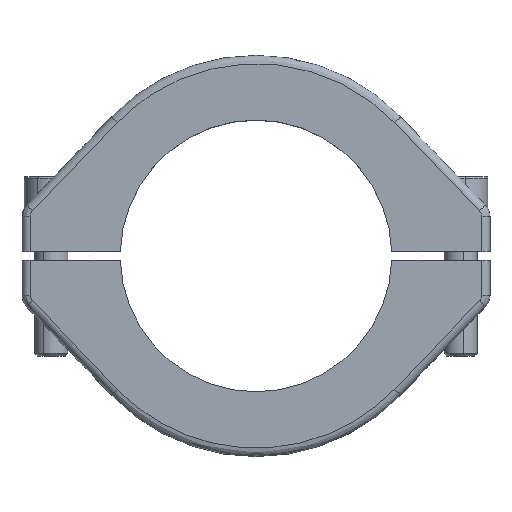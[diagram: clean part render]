
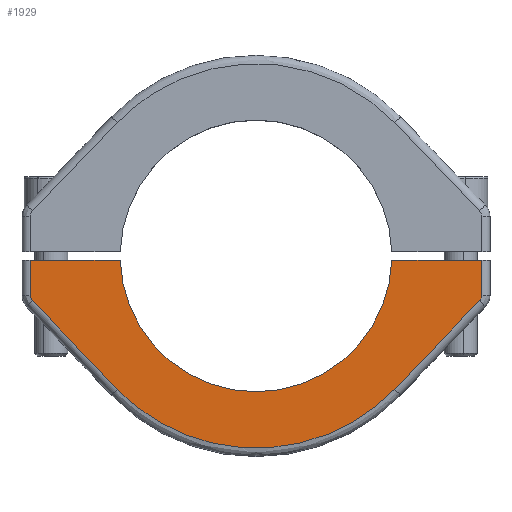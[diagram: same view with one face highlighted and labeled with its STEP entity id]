
A CAD part, top view. The second image highlights one B-rep face of the part: STEP entity #1929.
In plain terms, the highlighted face is planar.
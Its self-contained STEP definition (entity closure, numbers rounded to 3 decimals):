
#2 = CARTESIAN_POINT ( 'NONE',  ( -33.168, 31.873, -10.5 ) ) ;
#12 = ORIENTED_EDGE ( 'NONE', *, *, #2067, .F. ) ;
#20 = LINE ( 'NONE', #2, #267 ) ;
#60 = VERTEX_POINT ( 'NONE', #1638 ) ;
#69 = AXIS2_PLACEMENT_3D ( 'NONE', #2041, #2864, #1004 ) ;
#91 = CARTESIAN_POINT ( 'NONE',  ( -33.168, 31.873, -10.5 ) ) ;
#203 = CARTESIAN_POINT ( 'NONE',  ( -53.442, 10.775, -10.5 ) ) ;
#267 = VECTOR ( 'NONE', #2089, 1000. ) ;
#324 = VERTEX_POINT ( 'NONE', #1937 ) ;
#390 = CARTESIAN_POINT ( 'NONE',  ( 33.168, 31.873, -10.5 ) ) ;
#413 = DIRECTION ( 'NONE',  ( 1., 0., 0. ) ) ;
#451 = CARTESIAN_POINT ( 'NONE',  ( 54., 9.39, -10.5 ) ) ;
#459 = CARTESIAN_POINT ( 'NONE',  ( 53.442, 10.775, -10.5 ) ) ;
#541 = CARTESIAN_POINT ( 'NONE',  ( -54., 1., -10.5 ) ) ;
#612 = EDGE_CURVE ( 'NONE', #615, #324, #664, .T. ) ;
#615 = VERTEX_POINT ( 'NONE', #1203 ) ;
#624 = CARTESIAN_POINT ( 'NONE',  ( 53.442, 10.775, -10.5 ) ) ;
#664 = LINE ( 'NONE', #2788, #1180 ) ;
#666 = DIRECTION ( 'NONE',  ( -0.693, 0.721, 0. ) ) ;
#689 = LINE ( 'NONE', #2760, #2916 ) ;
#697 = DIRECTION ( 'NONE',  ( 0., -1., 0. ) ) ;
#761 = VERTEX_POINT ( 'NONE', #1324 ) ;
#768 = VERTEX_POINT ( 'NONE', #2703 ) ;
#786 = CARTESIAN_POINT ( 'NONE',  ( -53.805, 10.398, -10.5 ) ) ;
#843 = EDGE_CURVE ( 'NONE', #324, #3249, #2532, .T. ) ;
#879 = CARTESIAN_POINT ( 'NONE',  ( 54., 9.39, -10.5 ) ) ;
#953 = EDGE_CURVE ( 'NONE', #60, #761, #2023, .T. ) ;
#955 = ORIENTED_EDGE ( 'NONE', *, *, #1475, .F. ) ;
#1004 = DIRECTION ( 'NONE',  ( 1., 0., 0. ) ) ;
#1072 = CARTESIAN_POINT ( 'NONE',  ( 54., 9.39, -10.5 ) ) ;
#1129 = DIRECTION ( 'NONE',  ( 1., 0., 0. ) ) ;
#1180 = VECTOR ( 'NONE', #413, 1000. ) ;
#1183 =( BOUNDED_CURVE ( )  B_SPLINE_CURVE ( 3, ( #1399, #1983, #1187, #91 ),
 .UNSPECIFIED., .F., .T. ) 
 B_SPLINE_CURVE_WITH_KNOTS ( ( 4, 4 ),
 ( 0., 1. ),
 .UNSPECIFIED. ) 
 CURVE ( )  GEOMETRIC_REPRESENTATION_ITEM ( )  RATIONAL_B_SPLINE_CURVE ( ( 1., 0.795, 0.795, 1. ) ) 
 REPRESENTATION_ITEM ( '' )  );
#1187 = CARTESIAN_POINT ( 'NONE',  ( -13.902, 51.921, -10.5 ) ) ;
#1203 = CARTESIAN_POINT ( 'NONE',  ( 32.485, 1., -10.5 ) ) ;
#1204 = LINE ( 'NONE', #3295, #2054 ) ;
#1222 = FACE_OUTER_BOUND ( 'NONE', #2560, .T. ) ;
#1271 = EDGE_CURVE ( 'NONE', #2769, #60, #20, .T. ) ;
#1324 = CARTESIAN_POINT ( 'NONE',  ( -54., 9.39, -10.5 ) ) ;
#1349 = VERTEX_POINT ( 'NONE', #624 ) ;
#1356 = ORIENTED_EDGE ( 'NONE', *, *, #2282, .F. ) ;
#1399 = CARTESIAN_POINT ( 'NONE',  ( 33.168, 31.873, -10.5 ) ) ;
#1470 = LINE ( 'NONE', #459, #3068 ) ;
#1475 = EDGE_CURVE ( 'NONE', #768, #615, #2692, .T. ) ;
#1534 =( BOUNDED_CURVE ( )  B_SPLINE_CURVE ( 3, ( #1072, #3222, #2991, #1597 ),
 .UNSPECIFIED., .F., .F. ) 
 B_SPLINE_CURVE_WITH_KNOTS ( ( 4, 4 ),
 ( 0., 1. ),
 .UNSPECIFIED. ) 
 CURVE ( )  GEOMETRIC_REPRESENTATION_ITEM ( )  RATIONAL_B_SPLINE_CURVE ( ( 1., 0.952, 0.952, 1. ) ) 
 REPRESENTATION_ITEM ( '' )  );
#1577 = EDGE_CURVE ( 'NONE', #3330, #768, #689, .T. ) ;
#1597 = CARTESIAN_POINT ( 'NONE',  ( 53.442, 10.775, -10.5 ) ) ;
#1610 = VERTEX_POINT ( 'NONE', #390 ) ;
#1638 = CARTESIAN_POINT ( 'NONE',  ( -53.442, 10.775, -10.5 ) ) ;
#1683 = EDGE_CURVE ( 'NONE', #3249, #1349, #1534, .T. ) ;
#1736 = VECTOR ( 'NONE', #3240, 1000. ) ;
#1738 = ORIENTED_EDGE ( 'NONE', *, *, #1683, .F. ) ;
#1766 = ORIENTED_EDGE ( 'NONE', *, *, #843, .F. ) ;
#1929 = ADVANCED_FACE ( 'NONE', ( #1222 ), #3352, .F. ) ;
#1937 = CARTESIAN_POINT ( 'NONE',  ( 54., 1., -10.5 ) ) ;
#1983 = CARTESIAN_POINT ( 'NONE',  ( 13.902, 51.921, -10.5 ) ) ;
#2023 =( BOUNDED_CURVE ( )  B_SPLINE_CURVE ( 3, ( #203, #786, #2048, #2586 ),
 .UNSPECIFIED., .F., .F. ) 
 B_SPLINE_CURVE_WITH_KNOTS ( ( 4, 4 ),
 ( 0., 1. ),
 .UNSPECIFIED. ) 
 CURVE ( )  GEOMETRIC_REPRESENTATION_ITEM ( )  RATIONAL_B_SPLINE_CURVE ( ( 1., 0.952, 0.952, 1. ) ) 
 REPRESENTATION_ITEM ( '' )  );
#2041 = CARTESIAN_POINT ( 'NONE',  ( -52., 9.39, -10.5 ) ) ;
#2048 = CARTESIAN_POINT ( 'NONE',  ( -54., 9.913, -10.5 ) ) ;
#2054 = VECTOR ( 'NONE', #697, 1000. ) ;
#2067 = EDGE_CURVE ( 'NONE', #1610, #2769, #1183, .T. ) ;
#2089 = DIRECTION ( 'NONE',  ( -0.693, -0.721, 0. ) ) ;
#2114 = ORIENTED_EDGE ( 'NONE', *, *, #1271, .F. ) ;
#2211 = ORIENTED_EDGE ( 'NONE', *, *, #953, .F. ) ;
#2282 = EDGE_CURVE ( 'NONE', #1349, #1610, #1470, .T. ) ;
#2398 = DIRECTION ( 'NONE',  ( 0., 0., -1. ) ) ;
#2448 = ORIENTED_EDGE ( 'NONE', *, *, #612, .F. ) ;
#2454 = CARTESIAN_POINT ( 'NONE',  ( 0., 0., -10.5 ) ) ;
#2470 = AXIS2_PLACEMENT_3D ( 'NONE', #2454, #2398, #1129 ) ;
#2532 = LINE ( 'NONE', #451, #1736 ) ;
#2560 = EDGE_LOOP ( 'NONE', ( #1766, #2448, #955, #2845, #2564, #2211, #2114, #12, #1356, #1738 ) ) ;
#2564 = ORIENTED_EDGE ( 'NONE', *, *, #2893, .F. ) ;
#2586 = CARTESIAN_POINT ( 'NONE',  ( -54., 9.39, -10.5 ) ) ;
#2692 = CIRCLE ( 'NONE', #2470, 32.5 ) ;
#2703 = CARTESIAN_POINT ( 'NONE',  ( -32.485, 1., -10.5 ) ) ;
#2760 = CARTESIAN_POINT ( 'NONE',  ( -52., 1., -10.5 ) ) ;
#2769 = VERTEX_POINT ( 'NONE', #3309 ) ;
#2788 = CARTESIAN_POINT ( 'NONE',  ( -52., 1., -10.5 ) ) ;
#2845 = ORIENTED_EDGE ( 'NONE', *, *, #1577, .F. ) ;
#2864 = DIRECTION ( 'NONE',  ( 0., 0., 1. ) ) ;
#2893 = EDGE_CURVE ( 'NONE', #761, #3330, #1204, .T. ) ;
#2916 = VECTOR ( 'NONE', #3016, 1000. ) ;
#2991 = CARTESIAN_POINT ( 'NONE',  ( 53.805, 10.398, -10.5 ) ) ;
#3016 = DIRECTION ( 'NONE',  ( 1., 0., 0. ) ) ;
#3068 = VECTOR ( 'NONE', #666, 1000. ) ;
#3222 = CARTESIAN_POINT ( 'NONE',  ( 54., 9.913, -10.5 ) ) ;
#3240 = DIRECTION ( 'NONE',  ( 0., 1., 0. ) ) ;
#3249 = VERTEX_POINT ( 'NONE', #879 ) ;
#3295 = CARTESIAN_POINT ( 'NONE',  ( -54., 9.39, -10.5 ) ) ;
#3309 = CARTESIAN_POINT ( 'NONE',  ( -33.168, 31.873, -10.5 ) ) ;
#3330 = VERTEX_POINT ( 'NONE', #541 ) ;
#3352 = PLANE ( 'NONE',  #69 ) ;
